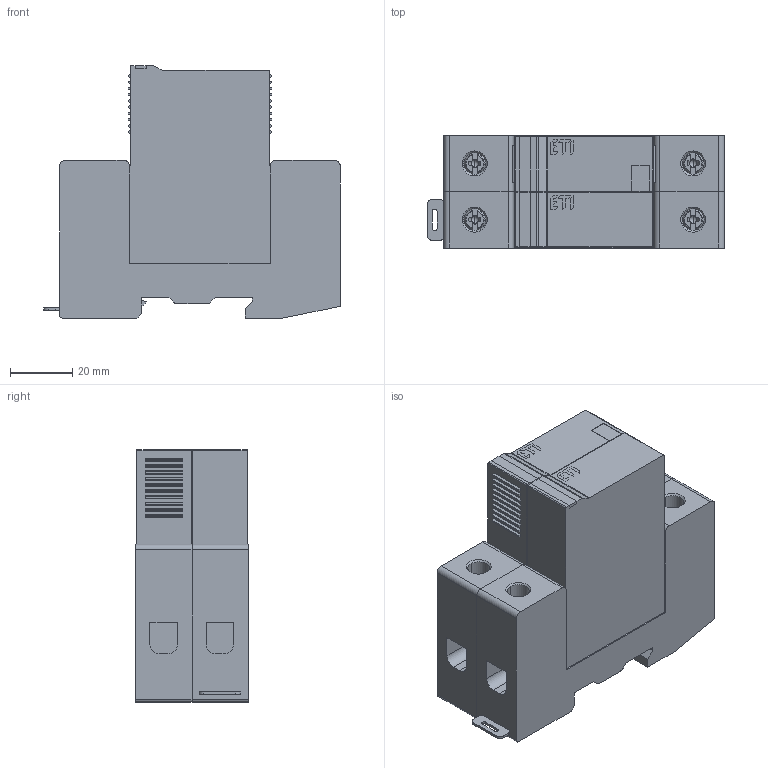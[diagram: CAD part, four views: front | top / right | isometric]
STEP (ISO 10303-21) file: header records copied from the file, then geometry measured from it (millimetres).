
FILE_DESCRIPTION((''),'2;1');
FILE_NAME('ASM0031_ASM','2021-02-01T',('marketing.praksa'),('Audax d.o.o.'),'CREO PARAMETRIC BY PTC INC, 2017480','CREO PARAMETRIC BY PTC INC, 2017480','');
FILE_SCHEMA(('AUTOMOTIVE_DESIGN { 1 0 10303 214 1 1 1 1 }'));
Products named in the file (41): ETITEC_V_T12_28012_5_2_0_1_1_51; 2_0_ORIGINAL_ASM_1_1_ASM_1_1_19_ASM; PRT0014_1_1_1_1_2_3_1; PRT0015_1_1_1_1_2_3_1; ASM0017_ASM_1_1_ASM_1_1_2_3_ASM_ASM; ASM0018_ASM_1_1_2_3_ASM_1_ASM; ETITEC_V_T12_28012_5_2_0_1_1_52; 2_0_ORIGINAL_ASM_1_1_ASM_1_1_20_ASM; PRT0011_1_1_2_3_4_1_1_1_2_3_1; PRT0011_1_1_2_3_4_2_1_1_2_3_1; PRT0011_1_1_2_3_4_3_1_1_2_3_1; PRT0011_1_1_2_3_4_ASM_1_1_2_3_A_ASM; PRT0014_1_1_2_1_1_2_3_1; PRT0015_1_1_2_1_1_2_3_1; ASM0017_ASM_1_1_2_ASM_1_1_2_3_A_ASM; ASM0019_ASM_1_1_2_3_ASM_1_ASM; ETITEC_V_T12_28012_5_2_0_1_1_53; 2_0_ORIGINAL_ASM_1_ASM_1_ASM_20_ASM; 2_0_ONLY_ONE_POLE_ASM_1_ASM___4_ASM; PRT0010_1_1_1_2_3_4_1; TMP_DWG_65_1_1_1_2_1_2_3_1_2_20; TMP_DWG_65_1_2_1_2_1_2_3_1_2_20; TMP_DWG_65_1_3_1_2_1_2_3_1_2_20; ASM0011_1_2_ASM_1_ASM_1_1_2_3_A_ASM; ASM0016_ASM_1_ASM_1_1_2_3_ASM_1_ASM; 2_0_TEST_MODUL_ASM_1_ASM_1_1__7_ASM; 2_0_MODULE_ASM_1_1_2_3_ASM_1_ASM; ETITEC_V_T12_28012_5_2_0_1_1_54; 2_0_ORIGINAL_ASM_1_ASM_1_ASM_21_ASM; 2_0_ONLY_ONE_POLE_ASM_1_ASM___5_ASM; PRT0010_1_1_1_1_2_3_4_1; TMP_DWG_65_1_1_1_2_1_2_3_1_2_21; TMP_DWG_65_1_2_1_2_1_2_3_1_2_21; TMP_DWG_65_1_3_1_2_1_2_3_1_2_21; ASM0011_1_2_ASM_1_1_ASM_1_1_2_1_ASM; ASM0016_ASM_1_1_ASM_1_1_2_3_ASM_ASM; 2_0_TEST_MODUL_ASM_1_1_ASM_1__5_ASM; ASM0020_ASM_1_1_2_3_ASM_1_ASM; ASM0014_ASM_1_1_2_3_ASM_1_ASM; ASM0026_ASM_1_ASM ...
Assembly tree (40 placements, depth 8):
  ASM0031_ASM
    ASM0026_ASM_1_ASM
      ASM0014_ASM_1_1_2_3_ASM_1_ASM
        ASM0018_ASM_1_1_2_3_ASM_1_ASM
          ASM0017_ASM_1_1_ASM_1_1_2_3_ASM_ASM
            2_0_ORIGINAL_ASM_1_1_ASM_1_1_19_ASM
              ETITEC_V_T12_28012_5_2_0_1_1_51
            PRT0014_1_1_1_1_2_3_1
            PRT0015_1_1_1_1_2_3_1
        ASM0019_ASM_1_1_2_3_ASM_1_ASM
          ASM0017_ASM_1_1_2_ASM_1_1_2_3_A_ASM
            2_0_ORIGINAL_ASM_1_1_ASM_1_1_20_ASM
              ETITEC_V_T12_28012_5_2_0_1_1_52
            PRT0011_1_1_2_3_4_ASM_1_1_2_3_A_ASM
              PRT0011_1_1_2_3_4_1_1_1_2_3_1
              PRT0011_1_1_2_3_4_2_1_1_2_3_1
              PRT0011_1_1_2_3_4_3_1_1_2_3_1
            PRT0014_1_1_2_1_1_2_3_1
            PRT0015_1_1_2_1_1_2_3_1
        2_0_MODULE_ASM_1_1_2_3_ASM_1_ASM
          2_0_TEST_MODUL_ASM_1_ASM_1_1__7_ASM
            2_0_ONLY_ONE_POLE_ASM_1_ASM___4_ASM
              2_0_ORIGINAL_ASM_1_ASM_1_ASM_20_ASM
                ETITEC_V_T12_28012_5_2_0_1_1_53
            PRT0010_1_1_1_2_3_4_1
            ASM0016_ASM_1_ASM_1_1_2_3_ASM_1_ASM
              ASM0011_1_2_ASM_1_ASM_1_1_2_3_A_ASM
                TMP_DWG_65_1_1_1_2_1_2_3_1_2_20
                TMP_DWG_65_1_2_1_2_1_2_3_1_2_20
                TMP_DWG_65_1_3_1_2_1_2_3_1_2_20
        ASM0020_ASM_1_1_2_3_ASM_1_ASM
          2_0_TEST_MODUL_ASM_1_1_ASM_1__5_ASM
            2_0_ONLY_ONE_POLE_ASM_1_ASM___5_ASM
              2_0_ORIGINAL_ASM_1_ASM_1_ASM_21_ASM
                ETITEC_V_T12_28012_5_2_0_1_1_54
            PRT0010_1_1_1_1_2_3_4_1
            ASM0016_ASM_1_1_ASM_1_1_2_3_ASM_ASM
              ASM0011_1_2_ASM_1_1_ASM_1_1_2_1_ASM
                TMP_DWG_65_1_1_1_2_1_2_3_1_2_21
                TMP_DWG_65_1_2_1_2_1_2_3_1_2_21
                TMP_DWG_65_1_3_1_2_1_2_3_1_2_21
Bounding box: 95.08 x 36 x 80.9 mm (x, y, z)
Volume: 192002.2 mm3; surface area: 48744 mm2
Topology: 19 solids, 19 shells, 600 faces, 1568 edges, 1036 vertices
Faces by surface type: plane 378, cylinder 146, cone 40, bspline 16, torus 12, sphere 8
Entity records: 29174 total; most frequent: CARTESIAN_POINT 5032, DIRECTION 3256, ORIENTED_EDGE 3120, PRESENTATION_STYLE_ASSIGNMENT 1881, STYLED_ITEM 1773, CURVE_STYLE 1560, EDGE_CURVE 1560, AXIS2_PLACEMENT_3D 1128
